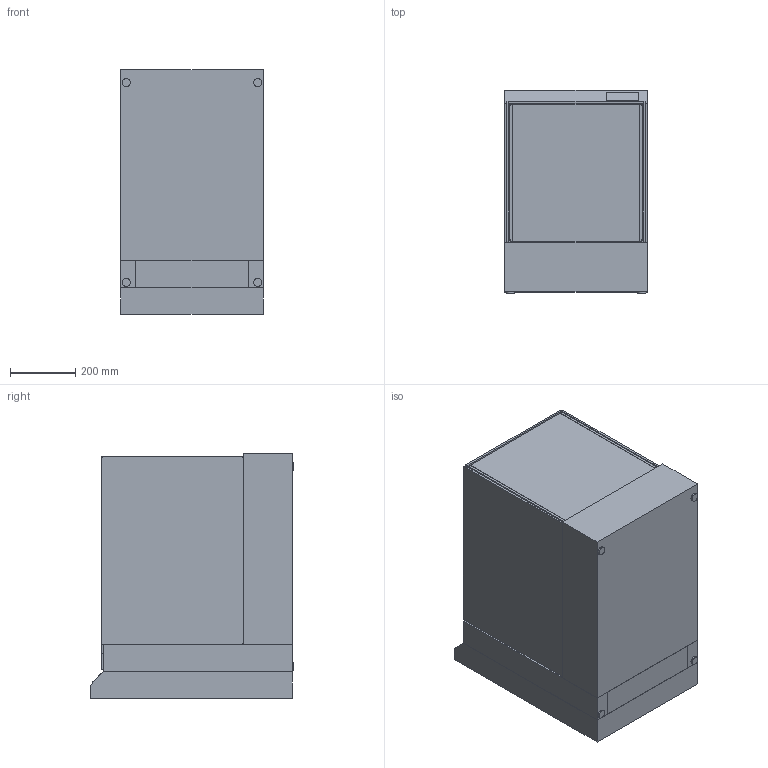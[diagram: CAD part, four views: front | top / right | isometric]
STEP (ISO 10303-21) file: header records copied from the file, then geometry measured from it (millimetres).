
FILE_DESCRIPTION (( 'STEP AP214' ), '1' );
FILE_NAME ('EU535105_Baisc A-43-59 RG.STEP', '2022-05-24T12:46:53', ( '' ), ( '' ), 'SwSTEP 2.0', 'SolidWorks 2017', '' );
FILE_SCHEMA (( 'AUTOMOTIVE_DESIGN' ));
Length unit declared in the file: millimetre
Products named in the file (1): EU535105_Baisc A-43-59 RG
Bounding box: 435 x 624 x 749.8 mm (x, y, z)
Volume: 72635375.7 mm3; surface area: 5588523 mm2
Topology: 21 solids, 21 shells, 203 faces, 469 edges, 312 vertices
Faces by surface type: plane 173, cylinder 30
Full cylindrical faces by diameter (mm): 25 x4
Entity records: 6057 total; most frequent: CARTESIAN_POINT 981, DIRECTION 933, ORIENTED_EDGE 930, EDGE_CURVE 465, VECTOR 405, LINE 405, VERTEX_POINT 312, AXIS2_PLACEMENT_3D 264
